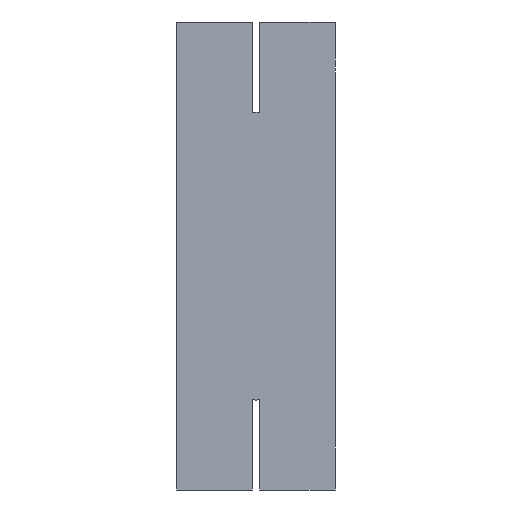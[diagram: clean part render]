
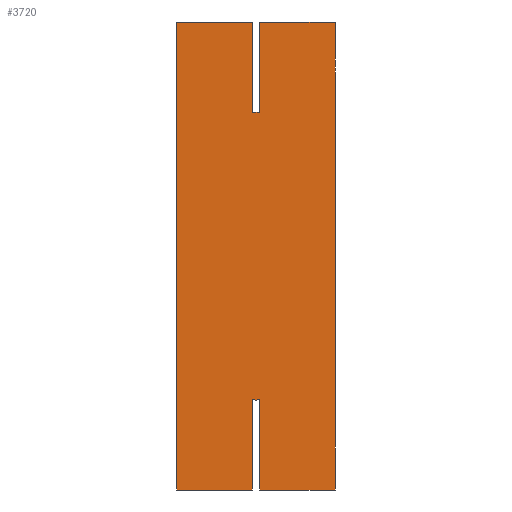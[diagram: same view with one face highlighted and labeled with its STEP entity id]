
A CAD part, left-side view. The second image highlights one B-rep face of the part: STEP entity #3720.
In plain terms, the highlighted free-form (B-spline) face has degree [1, 1] with [2, 2] control points.
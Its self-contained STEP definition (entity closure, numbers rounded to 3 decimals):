
#640 = CARTESIAN_POINT ('', (-12., 0., 32.5));
#650 = VERTEX_POINT ('', #640);
#710 = CARTESIAN_POINT ('', (-12., 0., -32.5));
#720 = VERTEX_POINT ('', #710);
#730 = CARTESIAN_POINT ('', (-12., 0., -32.5));
#740 = CARTESIAN_POINT ('', (-12., 0., 32.5));
#750 = B_SPLINE_CURVE_WITH_KNOTS ('', 1, (#730, #740), .UNSPECIFIED., .F., .U., (2, 2), (0., 1.), .UNSPECIFIED.);
#760 = EDGE_CURVE ('', #720, #650, #750, .T.);
#2270 = CARTESIAN_POINT ('', (-12., 10.5, -32.5));
#2280 = VERTEX_POINT ('', #2270);
#2340 = CARTESIAN_POINT ('', (-12., 10.5, -19.969));
#2350 = VERTEX_POINT ('', #2340);
#2360 = CARTESIAN_POINT ('', (-12., 10.5, -32.5));
#2370 = CARTESIAN_POINT ('', (-12., 10.5, -19.969));
#2380 = B_SPLINE_CURVE_WITH_KNOTS ('', 1, (#2360, #2370), .UNSPECIFIED., .F., .U., (2, 2), (0., 1.), .UNSPECIFIED.);
#2390 = EDGE_CURVE ('', #2280, #2350, #2380, .T.);
#2650 = CARTESIAN_POINT ('', (-12., 10.5, -32.5));
#2660 = CARTESIAN_POINT ('', (-12., 0., -32.5));
#2670 = B_SPLINE_CURVE_WITH_KNOTS ('', 1, (#2650, #2660), .UNSPECIFIED., .F., .U., (2, 2), (0., 1.), .UNSPECIFIED.);
#2680 = EDGE_CURVE ('', #2280, #720, #2670, .T.);
#2790 = CARTESIAN_POINT ('', (-12., 11., -20.));
#2800 = VERTEX_POINT ('', #2790);
#2810 = CARTESIAN_POINT ('', (-12., 10.5, -19.969));
#2820 = CARTESIAN_POINT ('', (-12., 10.669, -19.99));
#2830 = CARTESIAN_POINT ('', (-12., 10.836, -20.));
#2840 = CARTESIAN_POINT ('', (-12., 11., -20.));
#2850 = (
   BOUNDED_CURVE ()
   B_SPLINE_CURVE (3, (#2810, #2820, #2830, #2840), .UNSPECIFIED., .F., .U.)
   B_SPLINE_CURVE_WITH_KNOTS ((4, 4), (0., 1.), .UNSPECIFIED.)
   CURVE ()
   GEOMETRIC_REPRESENTATION_ITEM ()
   RATIONAL_B_SPLINE_CURVE ((0.889, 0.924, 0.961, 1.))
   REPRESENTATION_ITEM ('')
);
#2860 = EDGE_CURVE ('', #2350, #2800, #2850, .T.);
#2870 = ORIENTED_EDGE ('', *, *, #2860, .F.);
#2880 = ORIENTED_EDGE ('', *, *, #2390, .F.);
#2890 = ORIENTED_EDGE ('', *, *, #2680, .T.);
#2900 = ORIENTED_EDGE ('', *, *, #760, .T.);
#2910 = CARTESIAN_POINT ('', (-12., 10.5, 32.5));
#2920 = VERTEX_POINT ('', #2910);
#2930 = CARTESIAN_POINT ('', (-12., 10.5, 32.5));
#2940 = CARTESIAN_POINT ('', (-12., 0., 32.5));
#2950 = B_SPLINE_CURVE_WITH_KNOTS ('', 1, (#2930, #2940), .UNSPECIFIED., .F., .U., (2, 2), (0., 1.), .UNSPECIFIED.);
#2960 = EDGE_CURVE ('', #2920, #650, #2950, .T.);
#2970 = ORIENTED_EDGE ('', *, *, #2960, .F.);
#2980 = CARTESIAN_POINT ('', (-12., 10.5, 19.969));
#2990 = VERTEX_POINT ('', #2980);
#3000 = CARTESIAN_POINT ('', (-12., 10.5, 19.969));
#3010 = CARTESIAN_POINT ('', (-12., 10.5, 32.5));
#3020 = B_SPLINE_CURVE_WITH_KNOTS ('', 1, (#3000, #3010), .UNSPECIFIED., .F., .U., (2, 2), (0., 1.), .UNSPECIFIED.);
#3030 = EDGE_CURVE ('', #2990, #2920, #3020, .T.);
#3040 = ORIENTED_EDGE ('', *, *, #3030, .F.);
#3050 = CARTESIAN_POINT ('', (-12., 11., 20.));
#3060 = VERTEX_POINT ('', #3050);
#3070 = CARTESIAN_POINT ('', (-12., 11., 20.));
#3080 = CARTESIAN_POINT ('', (-12., 10.833, 20.));
#3090 = CARTESIAN_POINT ('', (-12., 10.666, 19.99));
#3100 = CARTESIAN_POINT ('', (-12., 10.5, 19.969));
#3110 = (
   BOUNDED_CURVE ()
   B_SPLINE_CURVE (3, (#3070, #3080, #3090, #3100), .UNSPECIFIED., .F., .U.)
   B_SPLINE_CURVE_WITH_KNOTS ((4, 4), (0., 1.), .UNSPECIFIED.)
   CURVE ()
   GEOMETRIC_REPRESENTATION_ITEM ()
   RATIONAL_B_SPLINE_CURVE ((0.5, 0.5, 0.501, 0.502))
   REPRESENTATION_ITEM ('')
);
#3120 = EDGE_CURVE ('', #3060, #2990, #3110, .T.);
#3130 = ORIENTED_EDGE ('', *, *, #3120, .F.);
#3140 = CARTESIAN_POINT ('', (-12., 11.5, 19.969));
#3150 = VERTEX_POINT ('', #3140);
#3160 = CARTESIAN_POINT ('', (-12., 11.5, 19.969));
#3170 = CARTESIAN_POINT ('', (-12., 11.334, 19.99));
#3180 = CARTESIAN_POINT ('', (-12., 11.167, 20.));
#3190 = CARTESIAN_POINT ('', (-12., 11., 20.));
#3200 = (
   BOUNDED_CURVE ()
   B_SPLINE_CURVE (3, (#3160, #3170, #3180, #3190), .UNSPECIFIED., .F., .U.)
   B_SPLINE_CURVE_WITH_KNOTS ((4, 4), (0., 1.), .UNSPECIFIED.)
   CURVE ()
   GEOMETRIC_REPRESENTATION_ITEM ()
   RATIONAL_B_SPLINE_CURVE ((0.502, 0.501, 0.5, 0.5))
   REPRESENTATION_ITEM ('')
);
#3210 = EDGE_CURVE ('', #3150, #3060, #3200, .T.);
#3220 = ORIENTED_EDGE ('', *, *, #3210, .F.);
#3230 = CARTESIAN_POINT ('', (-12., 11.5, 32.5));
#3240 = VERTEX_POINT ('', #3230);
#3250 = CARTESIAN_POINT ('', (-12., 11.5, 32.5));
#3260 = CARTESIAN_POINT ('', (-12., 11.5, 19.969));
#3270 = B_SPLINE_CURVE_WITH_KNOTS ('', 1, (#3250, #3260), .UNSPECIFIED., .F., .U., (2, 2), (0., 1.), .UNSPECIFIED.);
#3280 = EDGE_CURVE ('', #3240, #3150, #3270, .T.);
#3290 = ORIENTED_EDGE ('', *, *, #3280, .F.);
#3300 = CARTESIAN_POINT ('', (-12., 22., 32.5));
#3310 = VERTEX_POINT ('', #3300);
#3320 = CARTESIAN_POINT ('', (-12., 22., 32.5));
#3330 = CARTESIAN_POINT ('', (-12., 11.5, 32.5));
#3340 = B_SPLINE_CURVE_WITH_KNOTS ('', 1, (#3320, #3330), .UNSPECIFIED., .F., .U., (2, 2), (0., 1.), .UNSPECIFIED.);
#3350 = EDGE_CURVE ('', #3310, #3240, #3340, .T.);
#3360 = ORIENTED_EDGE ('', *, *, #3350, .F.);
#3370 = CARTESIAN_POINT ('', (-12., 22., -32.5));
#3380 = VERTEX_POINT ('', #3370);
#3390 = CARTESIAN_POINT ('', (-12., 22., -32.5));
#3400 = CARTESIAN_POINT ('', (-12., 22., 32.5));
#3410 = B_SPLINE_CURVE_WITH_KNOTS ('', 1, (#3390, #3400), .UNSPECIFIED., .F., .U., (2, 2), (0., 1.), .UNSPECIFIED.);
#3420 = EDGE_CURVE ('', #3380, #3310, #3410, .T.);
#3430 = ORIENTED_EDGE ('', *, *, #3420, .F.);
#3440 = CARTESIAN_POINT ('', (-12., 11.5, -32.5));
#3450 = VERTEX_POINT ('', #3440);
#3460 = CARTESIAN_POINT ('', (-12., 22., -32.5));
#3470 = CARTESIAN_POINT ('', (-12., 11.5, -32.5));
#3480 = B_SPLINE_CURVE_WITH_KNOTS ('', 1, (#3460, #3470), .UNSPECIFIED., .F., .U., (2, 2), (0., 1.), .UNSPECIFIED.);
#3490 = EDGE_CURVE ('', #3380, #3450, #3480, .T.);
#3500 = ORIENTED_EDGE ('', *, *, #3490, .T.);
#3510 = CARTESIAN_POINT ('', (-12., 11.5, -19.969));
#3520 = VERTEX_POINT ('', #3510);
#3530 = CARTESIAN_POINT ('', (-12., 11.5, -32.5));
#3540 = CARTESIAN_POINT ('', (-12., 11.5, -19.969));
#3550 = B_SPLINE_CURVE_WITH_KNOTS ('', 1, (#3530, #3540), .UNSPECIFIED., .F., .U., (2, 2), (0., 1.), .UNSPECIFIED.);
#3560 = EDGE_CURVE ('', #3450, #3520, #3550, .T.);
#3570 = ORIENTED_EDGE ('', *, *, #3560, .T.);
#3580 = CARTESIAN_POINT ('', (-12., 11., -20.));
#3590 = CARTESIAN_POINT ('', (-12., 11.164, -20.));
#3600 = CARTESIAN_POINT ('', (-12., 11.331, -19.99));
#3610 = CARTESIAN_POINT ('', (-12., 11.5, -19.969));
#3620 = (
   BOUNDED_CURVE ()
   B_SPLINE_CURVE (3, (#3580, #3590, #3600, #3610), .UNSPECIFIED., .F., .U.)
   B_SPLINE_CURVE_WITH_KNOTS ((4, 4), (0., 1.), .UNSPECIFIED.)
   CURVE ()
   GEOMETRIC_REPRESENTATION_ITEM ()
   RATIONAL_B_SPLINE_CURVE ((1., 0.961, 0.924, 0.889))
   REPRESENTATION_ITEM ('')
);
#3630 = EDGE_CURVE ('', #2800, #3520, #3620, .T.);
#3640 = ORIENTED_EDGE ('', *, *, #3630, .F.);
#3650 = EDGE_LOOP ('', (#2870, #2880, #2890, #2900, #2970, #3040, #3130, #3220, #3290, #3360, #3430, #3500, #3570, #3640));
#3660 = FACE_OUTER_BOUND ('', #3650, .T.);
#3670 = CARTESIAN_POINT ('', (-12., 0., -32.5));
#3680 = CARTESIAN_POINT ('', (-12., 22., -32.5));
#3690 = CARTESIAN_POINT ('', (-12., 0., 32.5));
#3700 = CARTESIAN_POINT ('', (-12., 22., 32.5));
#3710 = B_SPLINE_SURFACE_WITH_KNOTS ('', 1, 1, ((#3670, #3680), (#3690, #3700)), .UNSPECIFIED., .F., .F., .U., (2, 2), (2, 2), (0., 1.), (0., 1.), .UNSPECIFIED.);
#3720 = ADVANCED_FACE ('', (#3660), #3710, .T.);
